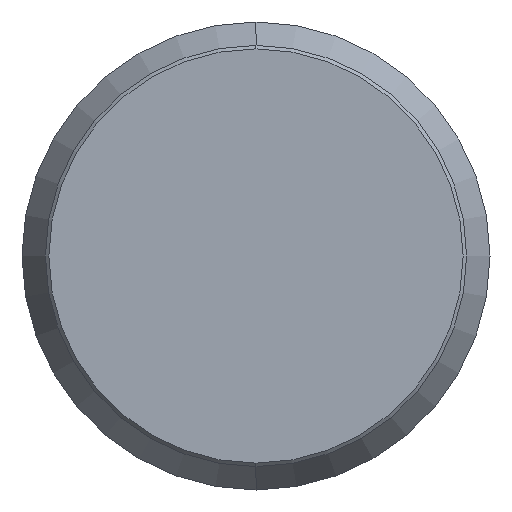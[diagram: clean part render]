
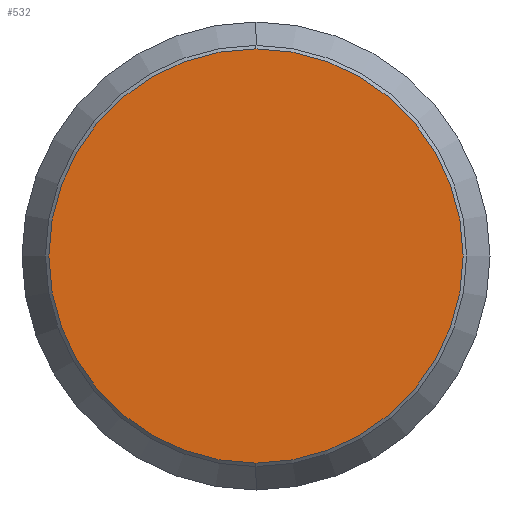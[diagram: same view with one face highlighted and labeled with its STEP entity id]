
A CAD part, left-side view. The second image highlights one B-rep face of the part: STEP entity #532.
In plain terms, the highlighted planar face has unit normal (-1, 0, 0).
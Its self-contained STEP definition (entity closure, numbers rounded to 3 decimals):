
#9 = DIRECTION ( 'NONE',  ( -1., 0., 0. ) ) ;
#14 = DIRECTION ( 'NONE',  ( 0., 0., -1. ) ) ;
#64 = CARTESIAN_POINT ( 'NONE',  ( 0., 0., 0. ) ) ;
#66 = CARTESIAN_POINT ( 'NONE',  ( 0., 0., 0. ) ) ;
#68 = EDGE_LOOP ( 'NONE', ( #189, #220 ) ) ;
#108 = FACE_OUTER_BOUND ( 'NONE', #68, .T. ) ;
#117 = DIRECTION ( 'NONE',  ( -1., 0., 0. ) ) ;
#175 = CIRCLE ( 'NONE', #514, 17.7 ) ;
#189 = ORIENTED_EDGE ( 'NONE', *, *, #452, .T. ) ;
#200 = CARTESIAN_POINT ( 'NONE',  ( 0., 0., 17.7 ) ) ;
#220 = ORIENTED_EDGE ( 'NONE', *, *, #478, .T. ) ;
#248 = AXIS2_PLACEMENT_3D ( 'NONE', #308, #603, #14 ) ;
#250 = VERTEX_POINT ( 'NONE', #200 ) ;
#269 = DIRECTION ( 'NONE',  ( 0., 0., 1. ) ) ;
#308 = CARTESIAN_POINT ( 'NONE',  ( 0., 0., 0. ) ) ;
#310 = CIRCLE ( 'NONE', #543, 17.7 ) ;
#436 = VERTEX_POINT ( 'NONE', #598 ) ;
#452 = EDGE_CURVE ( 'NONE', #436, #250, #175, .T. ) ;
#457 = PLANE ( 'NONE',  #248 ) ;
#478 = EDGE_CURVE ( 'NONE', #250, #436, #310, .T. ) ;
#514 = AXIS2_PLACEMENT_3D ( 'NONE', #64, #9, #269 ) ;
#532 = ADVANCED_FACE ( 'NONE', ( #108 ), #457, .F. ) ;
#543 = AXIS2_PLACEMENT_3D ( 'NONE', #66, #117, #550 ) ;
#550 = DIRECTION ( 'NONE',  ( 0., 0., 1. ) ) ;
#598 = CARTESIAN_POINT ( 'NONE',  ( 0., 0., -17.7 ) ) ;
#603 = DIRECTION ( 'NONE',  ( 1., 0., 0. ) ) ;
